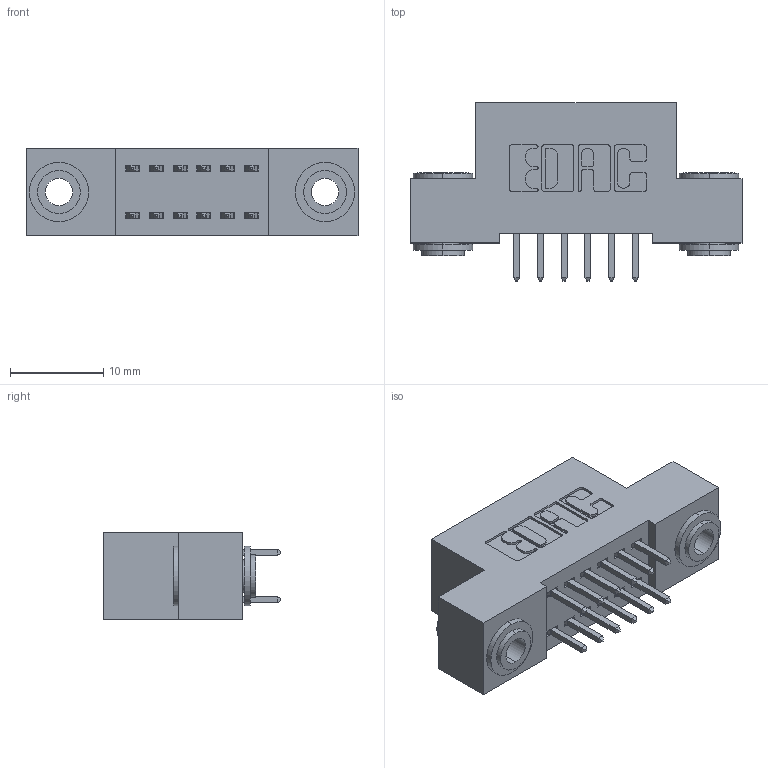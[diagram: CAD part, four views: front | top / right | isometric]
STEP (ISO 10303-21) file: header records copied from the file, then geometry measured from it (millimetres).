
FILE_DESCRIPTION (( 'STEP AP203' ), '1' );
FILE_NAME ('392-012-521-203.STEP', '2019-10-05T01:57:48', ( '' ), ( '' ), 'SwSTEP 2.0', 'SolidWorks 2016', '' );
FILE_SCHEMA (( 'CONFIG_CONTROL_DESIGN' ));
Length unit declared in the file: inch
Products named in the file (4): 342 Part_.156 TH; 345-292-001_345-293-121; 342-250-002_345-250-002-102; 392-012-521-203
Assembly tree (15 placements, depth 2):
  392-012-521-203
    342 Part_.156 TH
    345-292-001_345-293-121  x12
    342-250-002_345-250-002-102  x2
Bounding box: 35.56 x 19.06 x 9.4 mm (x, y, z)
Volume: 3042.6 mm3; surface area: 4246.4 mm2
Topology: 15 solids, 15 shells, 772 faces, 2235 edges, 1470 vertices
Faces by surface type: plane 508, cylinder 256, cone 8
Entity records: 9052 total; most frequent: CARTESIAN_POINT 1517, ORIENTED_EDGE 1446, DIRECTION 1393, EDGE_CURVE 723, VECTOR 571, LINE 571, VERTEX_POINT 478, AXIS2_PLACEMENT_3D 411
